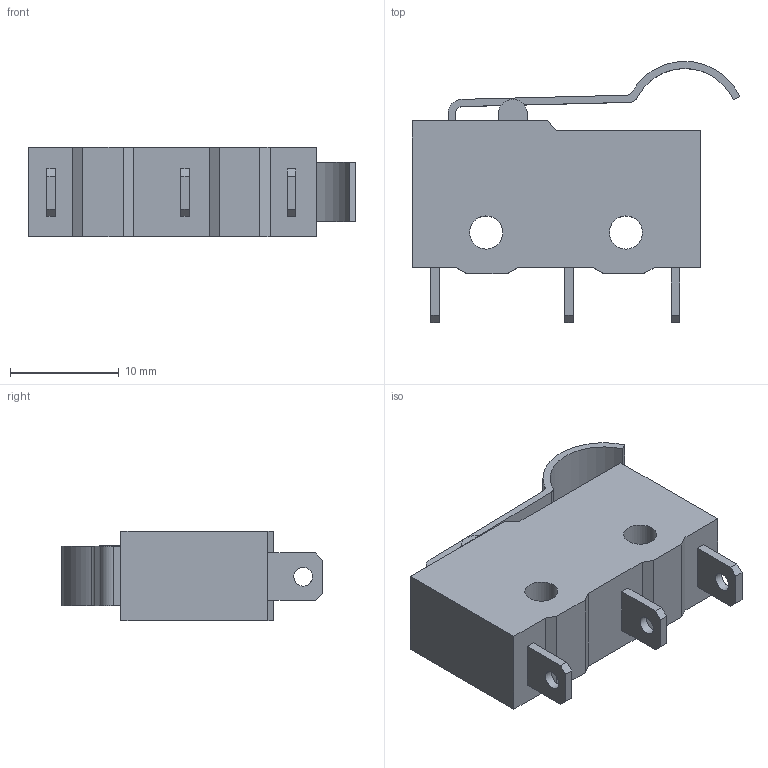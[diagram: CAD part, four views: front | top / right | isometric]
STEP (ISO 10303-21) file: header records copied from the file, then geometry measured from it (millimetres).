
FILE_DESCRIPTION(('FreeCAD Model'),'2;1');
FILE_NAME('Open CASCADE Shape Model','2025-05-02T19:07:23',('FreeCAD'),( 'FreeCAD'),'Open CASCADE STEP processor 7.6','FreeCAD','Unknown');
FILE_SCHEMA(('AUTOMOTIVE_DESIGN { 1 0 10303 214 1 1 1 1 }'));
Length unit declared in the file: millimetre
Products named in the file (1): Open CASCADE STEP translator 7.6 1
Bounding box: 30.19 x 24.05 x 8.22 mm (x, y, z)
Volume: 2941 mm3; surface area: 2061.9 mm2
Topology: 3 solids, 3 shells, 62 faces, 159 edges, 106 vertices
Faces by surface type: bspline 62
Entity records: 1830 total; most frequent: CARTESIAN_POINT 829, ORIENTED_EDGE 318, EDGE_CURVE 159, B_SPLINE_CURVE_WITH_KNOTS 135, VERTEX_POINT 106, FACE_BOUND 75, EDGE_LOOP 75, ADVANCED_FACE 62
